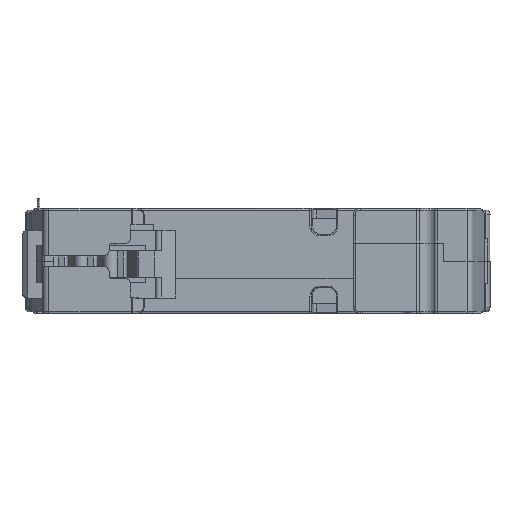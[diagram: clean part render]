
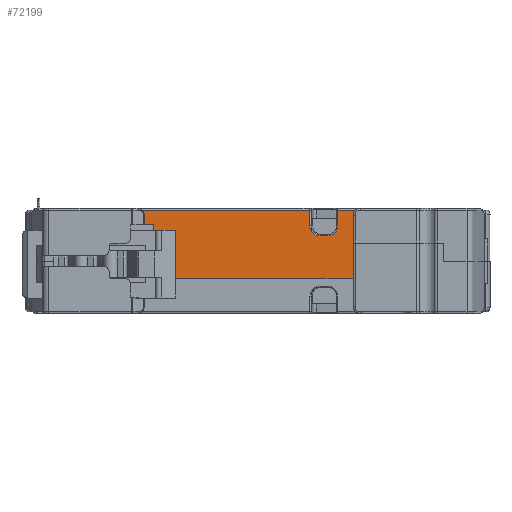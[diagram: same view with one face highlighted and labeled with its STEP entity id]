
A CAD part, front view. The second image highlights one B-rep face of the part: STEP entity #72199.
In plain terms, the highlighted planar face has unit normal (0, -1, 0).
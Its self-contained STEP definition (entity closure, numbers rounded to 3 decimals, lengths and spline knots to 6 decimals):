
#54829=DIRECTION('',(1.,0.,0.));
#54830=VECTOR('',#54829,0.0016);
#54831=CARTESIAN_POINT('',(-0.0193,-0.0369,0.01065));
#54832=LINE('',#54831,#54830);
#54879=DIRECTION('',(0.,0.,-1.));
#54880=VECTOR('',#54879,0.0016);
#54881=CARTESIAN_POINT('',(-0.0193,-0.0369,0.01225));
#54882=LINE('',#54881,#54880);
#54902=CARTESIAN_POINT('',(-0.019706,-0.0369,0.01315));
#55139=DIRECTION('',(1.,0.,0.));
#55140=VECTOR('',#55139,0.0015);
#55141=CARTESIAN_POINT('',(-0.0177,-0.0369,0.00755));
#55142=LINE('',#55141,#55140);
#55461=DIRECTION('',(0.,0.,-1.));
#55462=VECTOR('',#55461,0.0031);
#55463=CARTESIAN_POINT('',(-0.0177,-0.0369,0.01065));
#55464=LINE('',#55463,#55462);
#55465=CARTESIAN_POINT('',(-0.0205,-0.0369,0.01225));
#55466=DIRECTION('',(0.,-1.,0.));
#55467=DIRECTION('',(1.,0.,0.));
#55468=AXIS2_PLACEMENT_3D('',#55465,#55466,#55467);
#55470=CARTESIAN_POINT('',(0.008838,-0.0369,
0.01045));
#55471=CARTESIAN_POINT('',(0.008837,-0.0369,
0.010297));
#55472=CARTESIAN_POINT('',(0.008874,-0.0369,
0.010005));
#55473=CARTESIAN_POINT('',(0.00905,-0.0369,
0.009599));
#55474=CARTESIAN_POINT('',(0.009317,-0.0369,
0.00926));
#55475=CARTESIAN_POINT('',(0.009676,-0.0369,
0.008974));
#55476=CARTESIAN_POINT('',(0.010083,-0.0369,
0.008793));
#55477=CARTESIAN_POINT('',(0.010405,-0.0369,
0.008752));
#55478=CARTESIAN_POINT('',(0.010576,-0.0369,
0.00875));
#55480=CARTESIAN_POINT('',(0.011809,-0.0369,
0.00875));
#55481=CARTESIAN_POINT('',(0.011978,-0.0369,
0.008752));
#55482=CARTESIAN_POINT('',(0.012296,-0.0369,
0.008792));
#55483=CARTESIAN_POINT('',(0.012698,-0.0369,
0.008967));
#55484=CARTESIAN_POINT('',(0.013059,-0.0369,
0.009251));
#55485=CARTESIAN_POINT('',(0.013331,-0.0369,
0.009592));
#55486=CARTESIAN_POINT('',(0.01351,-0.0369,
0.009996));
#55487=CARTESIAN_POINT('',(0.013547,-0.0369,
0.010293));
#55488=CARTESIAN_POINT('',(0.013547,-0.0369,
0.01045));
#55490=DIRECTION('',(0.,0.,-1.));
#55491=VECTOR('',#55490,0.006);
#55492=CARTESIAN_POINT('',(0.0177,-0.0369,0.00755));
#55493=LINE('',#55492,#55491);
#55494=DIRECTION('',(-1.,0.,0.));
#55495=VECTOR('',#55494,0.0339);
#55496=CARTESIAN_POINT('',(0.0177,-0.0369,0.00155));
#55497=LINE('',#55496,#55495);
#55498=DIRECTION('',(0.,0.,1.));
#55499=VECTOR('',#55498,0.006);
#55500=CARTESIAN_POINT('',(-0.0162,-0.0369,0.00155));
#55501=LINE('',#55500,#55499);
#55514=DIRECTION('',(-1.,0.,0.));
#55515=VECTOR('',#55514,0.028544);
#55516=CARTESIAN_POINT('',(0.008838,-0.0369,
0.01315));
#55517=LINE('',#55516,#55515);
#55592=DIRECTION('',(0.,0.,-1.));
#55593=VECTOR('',#55592,0.0027);
#55594=CARTESIAN_POINT('',(0.013547,-0.0369,
0.01315));
#55595=LINE('',#55594,#55593);
#55606=DIRECTION('',(-1.,0.,0.));
#55607=VECTOR('',#55606,0.001233);
#55608=CARTESIAN_POINT('',(0.011809,-0.0369,
0.00875));
#55609=LINE('',#55608,#55607);
#55624=DIRECTION('',(0.,0.,1.));
#55625=VECTOR('',#55624,0.0027);
#55626=CARTESIAN_POINT('',(0.008838,-0.0369,
0.01045));
#55627=LINE('',#55626,#55625);
#55874=DIRECTION('',(-1.,0.,0.));
#55875=VECTOR('',#55874,0.004153);
#55876=CARTESIAN_POINT('',(0.0177,-0.0369,0.01315));
#55877=LINE('',#55876,#55875);
#55963=DIRECTION('',(0.,0.,1.));
#55964=VECTOR('',#55963,0.0056);
#55965=CARTESIAN_POINT('',(0.0177,-0.0369,0.00755));
#55966=LINE('',#55965,#55964);
#66146=CARTESIAN_POINT('',(-0.0193,-0.0369,0.01065));
#66147=VERTEX_POINT('',#66146);
#66148=CARTESIAN_POINT('',(-0.0177,-0.0369,0.01065));
#66149=VERTEX_POINT('',#66148);
#66162=CARTESIAN_POINT('',(-0.0193,-0.0369,0.01225));
#66163=VERTEX_POINT('',#66162);
#66166=VERTEX_POINT('',#54902);
#66254=CARTESIAN_POINT('',(-0.0177,-0.0369,0.00755));
#66255=VERTEX_POINT('',#66254);
#66256=CARTESIAN_POINT('',(-0.0162,-0.0369,0.00755));
#66257=VERTEX_POINT('',#66256);
#66270=CARTESIAN_POINT('',(0.0177,-0.0369,0.00755));
#66271=VERTEX_POINT('',#66270);
#66362=CARTESIAN_POINT('',(0.008838,-0.0369,
0.01315));
#66363=VERTEX_POINT('',#66362);
#66364=CARTESIAN_POINT('',(0.008838,-0.0369,
0.01045));
#66365=VERTEX_POINT('',#66364);
#66366=VERTEX_POINT('',#55478);
#66367=CARTESIAN_POINT('',(0.011809,-0.0369,
0.00875));
#66368=VERTEX_POINT('',#66367);
#66369=VERTEX_POINT('',#55488);
#66370=CARTESIAN_POINT('',(0.013547,-0.0369,
0.01315));
#66371=VERTEX_POINT('',#66370);
#66372=CARTESIAN_POINT('',(0.0177,-0.0369,0.01315));
#66373=VERTEX_POINT('',#66372);
#66374=CARTESIAN_POINT('',(0.0177,-0.0369,0.00155));
#66375=VERTEX_POINT('',#66374);
#66376=CARTESIAN_POINT('',(-0.0162,-0.0369,0.00155));
#66377=VERTEX_POINT('',#66376);
#72165=CARTESIAN_POINT('',(-0.0193,-0.0369,0.01345));
#72166=DIRECTION('',(0.,1.,0.));
#72167=DIRECTION('',(1.,0.,0.));
#72168=AXIS2_PLACEMENT_3D('',#72165,#72166,#72167);
#72169=PLANE('',#72168);
#72170=ORIENTED_EDGE('',*,*,#71509,.F.);
#72171=ORIENTED_EDGE('',*,*,#71614,.F.);
#72172=ORIENTED_EDGE('',*,*,#71629,.T.);
#72174=ORIENTED_EDGE('',*,*,#72173,.F.);
#72176=ORIENTED_EDGE('',*,*,#72175,.F.);
#72178=ORIENTED_EDGE('',*,*,#72177,.T.);
#72180=ORIENTED_EDGE('',*,*,#72179,.F.);
#72182=ORIENTED_EDGE('',*,*,#72181,.T.);
#72184=ORIENTED_EDGE('',*,*,#72183,.F.);
#72186=ORIENTED_EDGE('',*,*,#72185,.F.);
#72188=ORIENTED_EDGE('',*,*,#72187,.F.);
#72190=ORIENTED_EDGE('',*,*,#72189,.T.);
#72192=ORIENTED_EDGE('',*,*,#72191,.T.);
#72194=ORIENTED_EDGE('',*,*,#72193,.T.);
#72195=ORIENTED_EDGE('',*,*,#71903,.F.);
#72196=ORIENTED_EDGE('',*,*,#72157,.F.);
#72197=EDGE_LOOP('',(#72170,#72171,#72172,#72174,#72176,#72178,#72180,#72182,
#72184,#72186,#72188,#72190,#72192,#72194,#72195,#72196));
#72198=FACE_OUTER_BOUND('',#72197,.F.);
#72199=ADVANCED_FACE('',(#72198),#72169,.F.);
#55469=CIRCLE('',#55468,0.0012);
#55479=B_SPLINE_CURVE_WITH_KNOTS('',3,(#55470,#55471,#55472,#55473,#55474,
#55475,#55476,#55477,#55478),.UNSPECIFIED.,.F.,.F.,(4,1,1,1,1,1,4),(0.,
0.166667,0.333333,0.5,0.666667,0.833333,
1.),.UNSPECIFIED.);
#55489=B_SPLINE_CURVE_WITH_KNOTS('',3,(#55480,#55481,#55482,#55483,#55484,
#55485,#55486,#55487,#55488),.UNSPECIFIED.,.F.,.F.,(4,1,1,1,1,1,4),(0.,
0.166667,0.333333,0.5,0.666667,0.833333,
1.),.UNSPECIFIED.);
#71509=EDGE_CURVE('',#66147,#66149,#54832,.T.);
#71614=EDGE_CURVE('',#66163,#66147,#54882,.T.);
#71629=EDGE_CURVE('',#66163,#66166,#55469,.T.);
#71903=EDGE_CURVE('',#66255,#66257,#55142,.T.);
#72157=EDGE_CURVE('',#66149,#66255,#55464,.T.);
#72173=EDGE_CURVE('',#66363,#66166,#55517,.T.);
#72175=EDGE_CURVE('',#66365,#66363,#55627,.T.);
#72177=EDGE_CURVE('',#66365,#66366,#55479,.T.);
#72179=EDGE_CURVE('',#66368,#66366,#55609,.T.);
#72181=EDGE_CURVE('',#66368,#66369,#55489,.T.);
#72183=EDGE_CURVE('',#66371,#66369,#55595,.T.);
#72185=EDGE_CURVE('',#66373,#66371,#55877,.T.);
#72187=EDGE_CURVE('',#66271,#66373,#55966,.T.);
#72189=EDGE_CURVE('',#66271,#66375,#55493,.T.);
#72191=EDGE_CURVE('',#66375,#66377,#55497,.T.);
#72193=EDGE_CURVE('',#66377,#66257,#55501,.T.);
